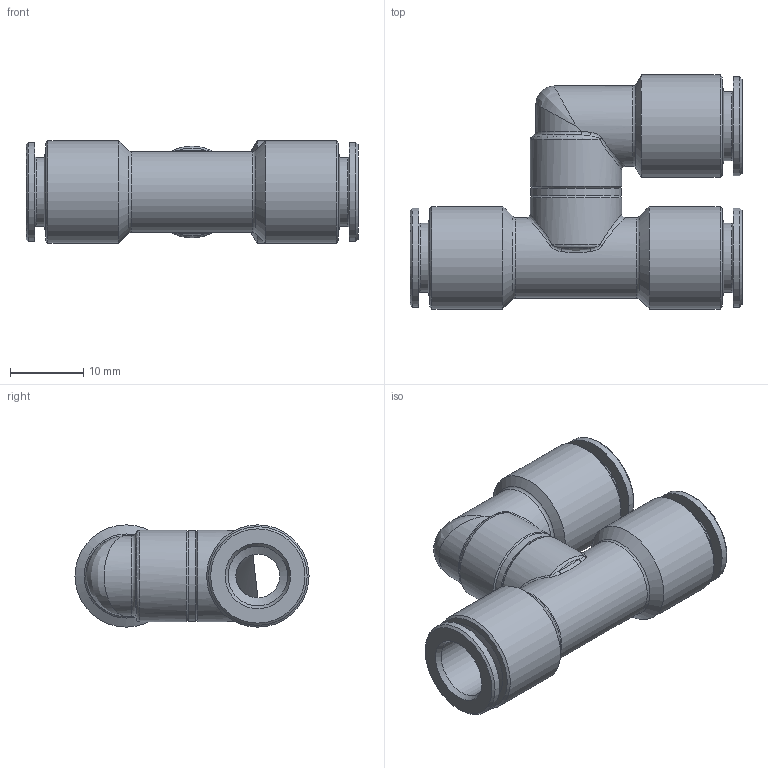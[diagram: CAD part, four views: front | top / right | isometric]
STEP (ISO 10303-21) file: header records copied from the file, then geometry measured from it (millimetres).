
FILE_DESCRIPTION( ( 'STEP AP214' ), '1' );
FILE_NAME( 'psolqas_4964_2.stp', '2020-12-01T17:15:36', ( 'License CC BY-ND 4.0' ), ( 'CADENAS' ), ' ', 'PARTsolutions', ' ' );
FILE_SCHEMA( ( 'AUTOMOTIVE_DESIGN { 1 0 10303 214 1 1 1 1 }' ) );
Length unit declared in the file: metre
Products named in the file (1): Taglia-Rivoluzione2
Bounding box: 45.4 x 32 x 14 mm (x, y, z)
Volume: 6495.1 mm3; surface area: 5781.2 mm2
Topology: 1 solids, 1 shells, 81 faces, 180 edges, 107 vertices
Faces by surface type: cone 26, cylinder 22, bspline 14, plane 12, torus 7
Full cylindrical faces by diameter (mm): 6 x3, 8.15 x3, 9.4 x3, 11 x2, 12.4 x1, 12.5 x2, 13.5 x3, 14 x3
Entity records: 3420 total; most frequent: CARTESIAN_POINT 1360, DIRECTION 284, ORIENTED_EDGE 232, AXIS2_PLACEMENT_3D 142, EDGE_LOOP 139, EDGE_CURVE 116, FACE_OUTER_BOUND 103, VERTEX_POINT 93
